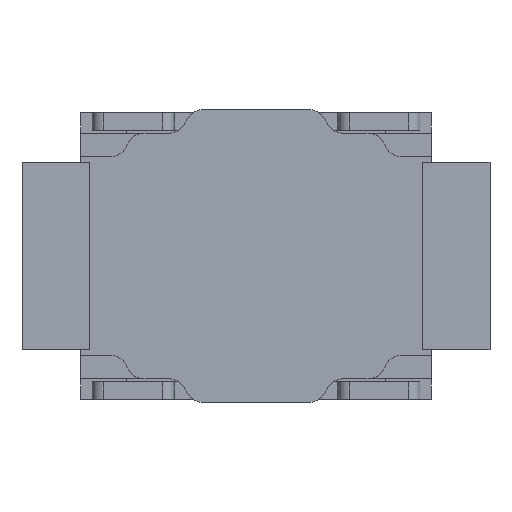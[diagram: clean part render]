
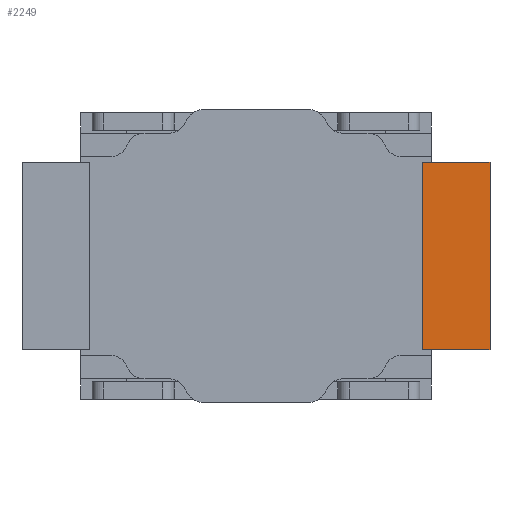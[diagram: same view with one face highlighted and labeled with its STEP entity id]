
A CAD part, front view. The second image highlights one B-rep face of the part: STEP entity #2249.
In plain terms, the highlighted face is planar.
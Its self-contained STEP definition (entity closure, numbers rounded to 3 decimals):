
#278 = FACE_OUTER_BOUND ( 'NONE', #3639, .T. ) ;
#640 = ORIENTED_EDGE ( 'NONE', *, *, #2715, .F. ) ;
#725 = VERTEX_POINT ( 'NONE', #6294 ) ;
#772 = DIRECTION ( 'NONE',  ( 0., 0., -1. ) ) ;
#890 = CARTESIAN_POINT ( 'NONE',  ( 1.425, -0.5, -1.3 ) ) ;
#1256 = DIRECTION ( 'NONE',  ( 0., 1., 0. ) ) ;
#1363 = CARTESIAN_POINT ( 'NONE',  ( 2., 0.8, -1.3 ) ) ;
#1421 = DIRECTION ( 'NONE',  ( 1., 0., 0. ) ) ;
#1971 = EDGE_CURVE ( 'NONE', #6253, #4803, #3922, .T. ) ;
#2110 = ORIENTED_EDGE ( 'NONE', *, *, #4392, .F. ) ;
#2249 = ADVANCED_FACE ( 'NONE', ( #278 ), #2496, .T. ) ;
#2491 = VECTOR ( 'NONE', #2730, 1000. ) ;
#2496 = PLANE ( 'NONE',  #3427 ) ;
#2613 = CARTESIAN_POINT ( 'NONE',  ( 1.425, 0.8, -1.3 ) ) ;
#2687 = DIRECTION ( 'NONE',  ( -1., 0., 0. ) ) ;
#2715 = EDGE_CURVE ( 'NONE', #725, #5145, #7019, .T. ) ;
#2730 = DIRECTION ( 'NONE',  ( 0., -1., 0. ) ) ;
#2968 = CARTESIAN_POINT ( 'NONE',  ( 1.595, -0.8, -1.3 ) ) ;
#3144 = DIRECTION ( 'NONE',  ( 0., -1., 0. ) ) ;
#3427 = AXIS2_PLACEMENT_3D ( 'NONE', #7150, #772, #3144 ) ;
#3639 = EDGE_LOOP ( 'NONE', ( #2110, #6365, #6798, #640 ) ) ;
#3922 = LINE ( 'NONE', #890, #2491 ) ;
#4118 = CARTESIAN_POINT ( 'NONE',  ( 2., -0.5, -1.3 ) ) ;
#4392 = EDGE_CURVE ( 'NONE', #4803, #725, #5265, .T. ) ;
#4434 = LINE ( 'NONE', #7257, #7540 ) ;
#4803 = VERTEX_POINT ( 'NONE', #7282 ) ;
#5145 = VERTEX_POINT ( 'NONE', #1363 ) ;
#5231 = VECTOR ( 'NONE', #1256, 1000. ) ;
#5265 = LINE ( 'NONE', #2968, #5539 ) ;
#5539 = VECTOR ( 'NONE', #1421, 1000. ) ;
#6253 = VERTEX_POINT ( 'NONE', #2613 ) ;
#6294 = CARTESIAN_POINT ( 'NONE',  ( 2., -0.8, -1.3 ) ) ;
#6365 = ORIENTED_EDGE ( 'NONE', *, *, #1971, .F. ) ;
#6798 = ORIENTED_EDGE ( 'NONE', *, *, #7196, .F. ) ;
#7019 = LINE ( 'NONE', #4118, #5231 ) ;
#7150 = CARTESIAN_POINT ( 'NONE',  ( 2.05, -1., -1.3 ) ) ;
#7196 = EDGE_CURVE ( 'NONE', #5145, #6253, #4434, .T. ) ;
#7257 = CARTESIAN_POINT ( 'NONE',  ( 2.05, 0.8, -1.3 ) ) ;
#7282 = CARTESIAN_POINT ( 'NONE',  ( 1.425, -0.8, -1.3 ) ) ;
#7540 = VECTOR ( 'NONE', #2687, 1000. ) ;
